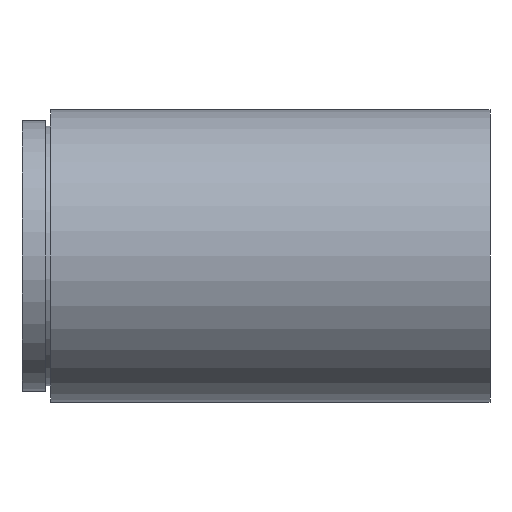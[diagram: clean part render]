
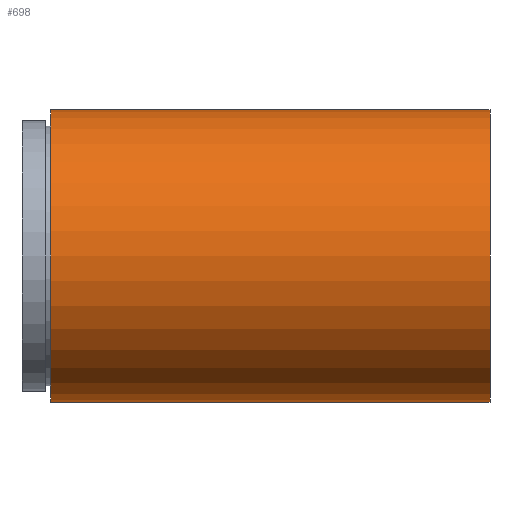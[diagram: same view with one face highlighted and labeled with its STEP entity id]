
A CAD part, left-side view. The second image highlights one B-rep face of the part: STEP entity #698.
In plain terms, the highlighted cylindrical face has radius 25.4 mm (diameter 50.8 mm), a partial arc.
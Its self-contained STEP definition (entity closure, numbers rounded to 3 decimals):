
#10 = DIRECTION ( 'NONE',  ( 0., 1., 0. ) ) ;
#36 = CYLINDRICAL_SURFACE ( 'NONE', #191, 25.4 ) ;
#84 = CARTESIAN_POINT ( 'NONE',  ( 0., 76.2, -25.4 ) ) ;
#117 = FACE_OUTER_BOUND ( 'NONE', #660, .T. ) ;
#122 = VERTEX_POINT ( 'NONE', #84 ) ;
#123 = ORIENTED_EDGE ( 'NONE', *, *, #128, .F. ) ;
#128 = EDGE_CURVE ( 'NONE', #122, #553, #401, .T. ) ;
#136 = LINE ( 'NONE', #341, #776 ) ;
#149 = CARTESIAN_POINT ( 'NONE',  ( 0., 76.2, 0. ) ) ;
#191 = AXIS2_PLACEMENT_3D ( 'NONE', #214, #643, #510 ) ;
#214 = CARTESIAN_POINT ( 'NONE',  ( 0., 161.376, 0. ) ) ;
#242 = AXIS2_PLACEMENT_3D ( 'NONE', #382, #693, #628 ) ;
#264 = AXIS2_PLACEMENT_3D ( 'NONE', #149, #10, #632 ) ;
#298 = VERTEX_POINT ( 'NONE', #473 ) ;
#313 = CARTESIAN_POINT ( 'NONE',  ( 0., 76.2, 25.4 ) ) ;
#317 = VERTEX_POINT ( 'NONE', #464 ) ;
#341 = CARTESIAN_POINT ( 'NONE',  ( 0., 161.376, 25.4 ) ) ;
#371 = DIRECTION ( 'NONE',  ( 0., 1., 0. ) ) ;
#382 = CARTESIAN_POINT ( 'NONE',  ( 0., 0., 0. ) ) ;
#392 = DIRECTION ( 'NONE',  ( 0., 1., 0. ) ) ;
#393 = ORIENTED_EDGE ( 'NONE', *, *, #524, .T. ) ;
#401 = CIRCLE ( 'NONE', #264, 25.4 ) ;
#464 = CARTESIAN_POINT ( 'NONE',  ( 0., 0., -25.4 ) ) ;
#473 = CARTESIAN_POINT ( 'NONE',  ( 0., 0., 25.4 ) ) ;
#474 = EDGE_CURVE ( 'NONE', #317, #122, #685, .T. ) ;
#506 = VECTOR ( 'NONE', #371, 1000. ) ;
#510 = DIRECTION ( 'NONE',  ( 0., 0., 1. ) ) ;
#524 = EDGE_CURVE ( 'NONE', #317, #298, #537, .T. ) ;
#537 = CIRCLE ( 'NONE', #242, 25.4 ) ;
#553 = VERTEX_POINT ( 'NONE', #313 ) ;
#622 = ORIENTED_EDGE ( 'NONE', *, *, #714, .T. ) ;
#628 = DIRECTION ( 'NONE',  ( 0., 0., 1. ) ) ;
#632 = DIRECTION ( 'NONE',  ( 0., 0., 1. ) ) ;
#643 = DIRECTION ( 'NONE',  ( 0., 1., 0. ) ) ;
#660 = EDGE_LOOP ( 'NONE', ( #680, #393, #622, #123 ) ) ;
#680 = ORIENTED_EDGE ( 'NONE', *, *, #474, .F. ) ;
#685 = LINE ( 'NONE', #739, #506 ) ;
#693 = DIRECTION ( 'NONE',  ( 0., 1., 0. ) ) ;
#698 = ADVANCED_FACE ( 'NONE', ( #117 ), #36, .T. ) ;
#714 = EDGE_CURVE ( 'NONE', #298, #553, #136, .T. ) ;
#739 = CARTESIAN_POINT ( 'NONE',  ( 0., 161.376, -25.4 ) ) ;
#776 = VECTOR ( 'NONE', #392, 1000. ) ;
